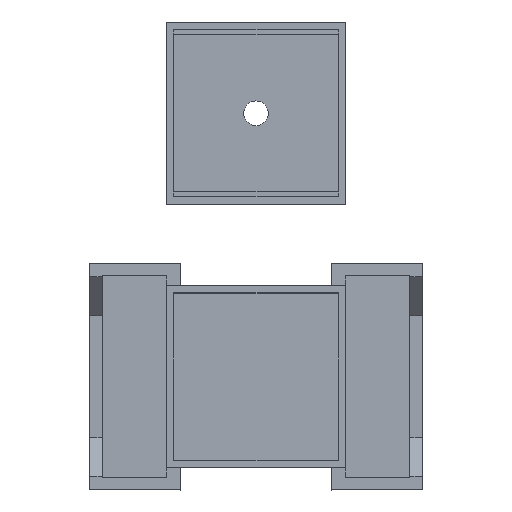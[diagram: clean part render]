
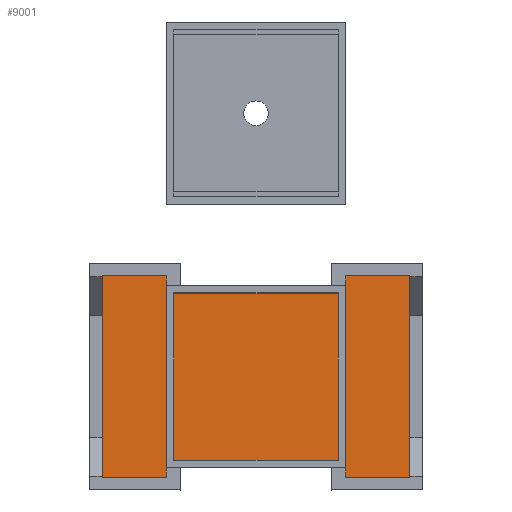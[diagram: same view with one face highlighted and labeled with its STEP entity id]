
A CAD part, top view. The second image highlights one B-rep face of the part: STEP entity #9001.
In plain terms, the highlighted planar face has unit normal (0, 0, 1).
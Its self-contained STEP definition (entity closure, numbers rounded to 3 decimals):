
#503=PLANE('',#9418);
#900=FACE_OUTER_BOUND('',#1408,.T.);
#1408=EDGE_LOOP('',(#8494,#8495,#8496,#8497,#8498,#8499,#8500,#8501,#8502,
#8503,#8504,#8505,#8506,#8507,#8508,#8509));
#2605=LINE('',#13828,#3875);
#2609=LINE('',#13837,#3879);
#2615=LINE('',#13848,#3885);
#2618=LINE('',#13854,#3888);
#2628=LINE('',#13873,#3898);
#2630=LINE('',#13876,#3900);
#2636=LINE('',#13885,#3906);
#2640=LINE('',#13895,#3910);
#2643=LINE('',#13901,#3913);
#2644=LINE('',#13903,#3914);
#2645=LINE('',#13905,#3915);
#2646=LINE('',#13907,#3916);
#2647=LINE('',#13909,#3917);
#2648=LINE('',#13911,#3918);
#2649=LINE('',#13913,#3919);
#2650=LINE('',#13914,#3920);
#3875=VECTOR('',#11347,10.);
#3879=VECTOR('',#11353,10.);
#3885=VECTOR('',#11361,10.);
#3888=VECTOR('',#11366,10.);
#3898=VECTOR('',#11380,10.);
#3900=VECTOR('',#11384,10.);
#3906=VECTOR('',#11396,10.);
#3910=VECTOR('',#11410,10.);
#3913=VECTOR('',#11415,10.);
#3914=VECTOR('',#11416,10.);
#3915=VECTOR('',#11417,10.);
#3916=VECTOR('',#11418,10.);
#3917=VECTOR('',#11419,10.);
#3918=VECTOR('',#11420,10.);
#3919=VECTOR('',#11421,10.);
#3920=VECTOR('',#11422,10.);
#4726=VERTEX_POINT('',#13781);
#4740=VERTEX_POINT('',#13814);
#4744=VERTEX_POINT('',#13824);
#4746=VERTEX_POINT('',#13827);
#4749=VERTEX_POINT('',#13834);
#4750=VERTEX_POINT('',#13836);
#4754=VERTEX_POINT('',#13847);
#4756=VERTEX_POINT('',#13853);
#4764=VERTEX_POINT('',#13894);
#4766=VERTEX_POINT('',#13900);
#4767=VERTEX_POINT('',#13902);
#4768=VERTEX_POINT('',#13904);
#4769=VERTEX_POINT('',#13906);
#4770=VERTEX_POINT('',#13908);
#4771=VERTEX_POINT('',#13910);
#4772=VERTEX_POINT('',#13912);
#5981=EDGE_CURVE('',#4744,#4746,#2605,.T.);
#5985=EDGE_CURVE('',#4749,#4750,#2609,.T.);
#5991=EDGE_CURVE('',#4754,#4750,#2615,.T.);
#5994=EDGE_CURVE('',#4756,#4754,#2618,.T.);
#6004=EDGE_CURVE('',#4740,#4756,#2628,.T.);
#6006=EDGE_CURVE('',#4749,#4746,#2630,.T.);
#6012=EDGE_CURVE('',#4744,#4726,#2636,.T.);
#6016=EDGE_CURVE('',#4764,#4740,#2640,.T.);
#6019=EDGE_CURVE('',#4726,#4766,#2643,.T.);
#6020=EDGE_CURVE('',#4767,#4766,#2644,.T.);
#6021=EDGE_CURVE('',#4767,#4768,#2645,.T.);
#6022=EDGE_CURVE('',#4768,#4769,#2646,.T.);
#6023=EDGE_CURVE('',#4770,#4769,#2647,.T.);
#6024=EDGE_CURVE('',#4770,#4771,#2648,.T.);
#6025=EDGE_CURVE('',#4772,#4771,#2649,.T.);
#6026=EDGE_CURVE('',#4764,#4772,#2650,.T.);
#8494=ORIENTED_EDGE('',*,*,#6019,.T.);
#8495=ORIENTED_EDGE('',*,*,#6020,.F.);
#8496=ORIENTED_EDGE('',*,*,#6021,.T.);
#8497=ORIENTED_EDGE('',*,*,#6022,.T.);
#8498=ORIENTED_EDGE('',*,*,#6023,.F.);
#8499=ORIENTED_EDGE('',*,*,#6024,.T.);
#8500=ORIENTED_EDGE('',*,*,#6025,.F.);
#8501=ORIENTED_EDGE('',*,*,#6026,.F.);
#8502=ORIENTED_EDGE('',*,*,#6016,.T.);
#8503=ORIENTED_EDGE('',*,*,#6004,.T.);
#8504=ORIENTED_EDGE('',*,*,#5994,.T.);
#8505=ORIENTED_EDGE('',*,*,#5991,.T.);
#8506=ORIENTED_EDGE('',*,*,#5985,.F.);
#8507=ORIENTED_EDGE('',*,*,#6006,.T.);
#8508=ORIENTED_EDGE('',*,*,#5981,.F.);
#8509=ORIENTED_EDGE('',*,*,#6012,.T.);
#9001=ADVANCED_FACE('',(#900),#503,.T.);
#9418=AXIS2_PLACEMENT_3D('',#13899,#11413,#11414);
#11347=DIRECTION('',(0.,-1.,0.));
#11353=DIRECTION('',(0.,1.,0.));
#11361=DIRECTION('',(-1.,0.,0.));
#11366=DIRECTION('',(0.,1.,0.));
#11380=DIRECTION('',(-1.,0.,0.));
#11384=DIRECTION('',(1.,0.,0.));
#11396=DIRECTION('',(1.,0.,0.));
#11410=DIRECTION('',(-1.,0.,0.));
#11413=DIRECTION('center_axis',(0.,0.,1.));
#11414=DIRECTION('ref_axis',(1.,0.,0.));
#11415=DIRECTION('',(1.,0.,0.));
#11416=DIRECTION('',(-1.,0.,0.));
#11417=DIRECTION('',(0.,-1.,0.));
#11418=DIRECTION('',(1.,0.,0.));
#11419=DIRECTION('',(0.,-1.,0.));
#11420=DIRECTION('',(-1.,0.,0.));
#11421=DIRECTION('',(0.,1.,0.));
#11422=DIRECTION('',(1.,0.,0.));
#13781=CARTESIAN_POINT('',(38.,-77.5,5.));
#13814=CARTESIAN_POINT('',(38.,-3.5,5.));
#13824=CARTESIAN_POINT('',(32.,-77.5,5.));
#13827=CARTESIAN_POINT('',(32.,-81.5,5.));
#13828=CARTESIAN_POINT('',(32.,-81.,5.));
#13834=CARTESIAN_POINT('',(6.,-81.5,5.));
#13836=CARTESIAN_POINT('',(6.,0.5,5.));
#13837=CARTESIAN_POINT('',(6.,0.,5.));
#13847=CARTESIAN_POINT('',(32.,0.5,5.));
#13848=CARTESIAN_POINT('',(12.5,0.5,5.));
#13853=CARTESIAN_POINT('',(32.,-3.5,5.));
#13854=CARTESIAN_POINT('',(32.,-81.,5.));
#13873=CARTESIAN_POINT('',(111.,-3.5,5.));
#13876=CARTESIAN_POINT('',(25.5,-81.5,5.));
#13885=CARTESIAN_POINT('',(111.,-77.5,5.));
#13894=CARTESIAN_POINT('',(99.,-3.5,5.));
#13895=CARTESIAN_POINT('',(111.,-3.5,5.));
#13899=CARTESIAN_POINT('Origin',(118.,-40.5,5.));
#13900=CARTESIAN_POINT('',(99.,-77.5,5.));
#13901=CARTESIAN_POINT('',(111.,-77.5,5.));
#13902=CARTESIAN_POINT('',(105.,-77.5,5.));
#13903=CARTESIAN_POINT('',(80.75,-77.5,5.));
#13904=CARTESIAN_POINT('',(105.,-81.5,5.));
#13905=CARTESIAN_POINT('',(105.,0.,5.));
#13906=CARTESIAN_POINT('',(131.,-81.5,5.));
#13907=CARTESIAN_POINT('',(124.5,-81.5,5.));
#13908=CARTESIAN_POINT('',(131.,0.5,5.));
#13909=CARTESIAN_POINT('',(131.,-81.,5.));
#13910=CARTESIAN_POINT('',(105.,0.5,5.));
#13911=CARTESIAN_POINT('',(111.5,0.5,5.));
#13912=CARTESIAN_POINT('',(105.,-3.5,5.));
#13913=CARTESIAN_POINT('',(105.,0.,5.));
#13914=CARTESIAN_POINT('',(80.75,-3.5,5.));
